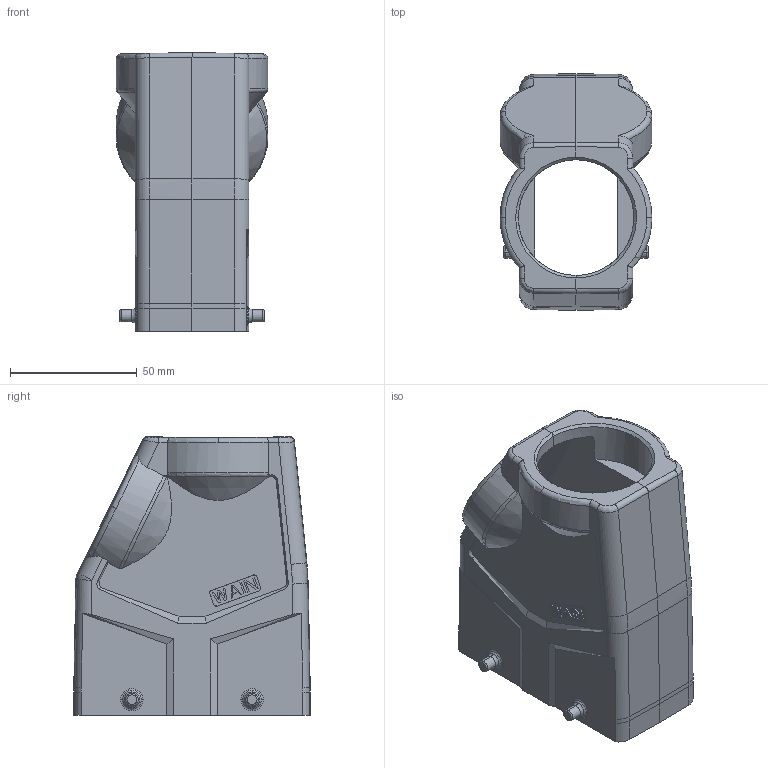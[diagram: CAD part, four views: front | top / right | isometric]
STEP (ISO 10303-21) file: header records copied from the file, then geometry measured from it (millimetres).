
FILE_DESCRIPTION((''),'2;1');
FILE_NAME('3D_1111165305006_W16B-SEH-4B-M5','2020-11-11T',('sy.ji'),(''),'PRO/ENGINEER BY PARAMETRIC TECHNOLOGY CORPORATION, 2012480','PRO/ENGINEER BY PARAMETRIC TECHNOLOGY CORPORATION, 2012480','');
FILE_SCHEMA(('CONFIG_CONTROL_DESIGN'));
Length unit declared in the file: millimetre
Products named in the file (1): 3D_1111165305006_W16B-SEH-4B-M5
Bounding box: 60 x 93.5 x 110.2 mm (x, y, z)
Volume: 136956.9 mm3; surface area: 56650 mm2
Topology: 1 solids, 1 shells, 409 faces, 1061 edges, 666 vertices
Faces by surface type: plane 196, cylinder 82, torus 46, cone 46, bspline 27, sphere 12
Entity records: 17303 total; most frequent: CARTESIAN_POINT 4254, ORIENTED_EDGE 2098, DIRECTION 1907, PRESENTATION_STYLE_ASSIGNMENT 1050, STYLED_ITEM 1050, CURVE_STYLE 1049, EDGE_CURVE 1049, VERTEX_POINT 666
